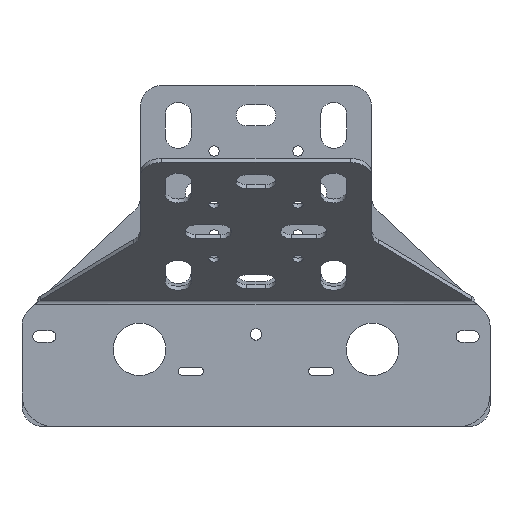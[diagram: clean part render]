
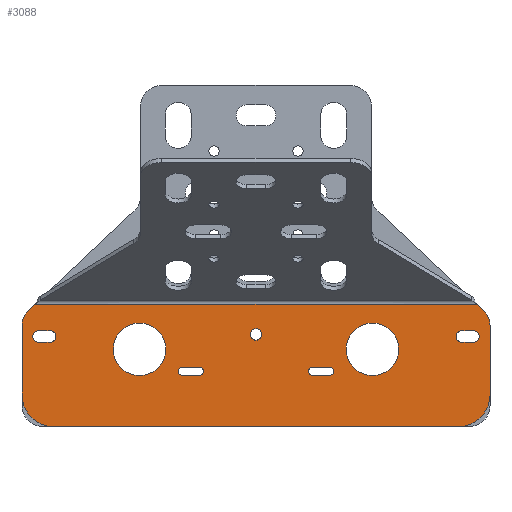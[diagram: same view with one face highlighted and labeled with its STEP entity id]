
A CAD part, top view. The second image highlights one B-rep face of the part: STEP entity #3088.
In plain terms, the highlighted planar face has unit normal (0, 0, 1).
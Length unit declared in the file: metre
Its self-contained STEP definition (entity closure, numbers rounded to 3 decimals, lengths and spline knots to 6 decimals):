
#102=CIRCLE('',#3311,0.01);
#103=CIRCLE('',#3312,0.015);
#104=CIRCLE('',#3313,0.015);
#105=CIRCLE('',#3314,0.01);
#106=CIRCLE('',#3315,0.00275);
#107=CIRCLE('',#3316,0.00275);
#108=CIRCLE('',#3317,0.002);
#109=CIRCLE('',#3318,0.002);
#110=CIRCLE('',#3319,0.002);
#111=CIRCLE('',#3320,0.002);
#112=CIRCLE('',#3321,0.00275);
#113=CIRCLE('',#3322,0.00275);
#114=CIRCLE('',#3323,0.0125);
#115=CIRCLE('',#3324,0.0125);
#116=CIRCLE('',#3325,0.00275);
#250=ORIENTED_EDGE('',*,*,#1146,.F.);
#251=ORIENTED_EDGE('',*,*,#1147,.F.);
#252=ORIENTED_EDGE('',*,*,#1148,.T.);
#253=ORIENTED_EDGE('',*,*,#1149,.T.);
#254=ORIENTED_EDGE('',*,*,#1150,.T.);
#255=ORIENTED_EDGE('',*,*,#1151,.T.);
#256=ORIENTED_EDGE('',*,*,#1152,.T.);
#257=ORIENTED_EDGE('',*,*,#1153,.F.);
#258=ORIENTED_EDGE('',*,*,#1154,.T.);
#259=ORIENTED_EDGE('',*,*,#1155,.T.);
#260=ORIENTED_EDGE('',*,*,#1156,.F.);
#261=ORIENTED_EDGE('',*,*,#1157,.T.);
#262=ORIENTED_EDGE('',*,*,#1158,.F.);
#263=ORIENTED_EDGE('',*,*,#1159,.F.);
#264=ORIENTED_EDGE('',*,*,#1160,.T.);
#265=ORIENTED_EDGE('',*,*,#1161,.T.);
#266=ORIENTED_EDGE('',*,*,#1162,.T.);
#267=ORIENTED_EDGE('',*,*,#1163,.F.);
#268=ORIENTED_EDGE('',*,*,#1164,.T.);
#269=ORIENTED_EDGE('',*,*,#1165,.T.);
#270=ORIENTED_EDGE('',*,*,#1166,.T.);
#271=ORIENTED_EDGE('',*,*,#1167,.F.);
#272=ORIENTED_EDGE('',*,*,#1168,.F.);
#273=ORIENTED_EDGE('',*,*,#1169,.T.);
#274=ORIENTED_EDGE('',*,*,#1170,.T.);
#275=ORIENTED_EDGE('',*,*,#1171,.T.);
#276=ORIENTED_EDGE('',*,*,#1172,.T.);
#277=ORIENTED_EDGE('',*,*,#1173,.F.);
#278=ORIENTED_EDGE('',*,*,#1174,.F.);
#1146=EDGE_CURVE('',#1594,#1595,#1902,.T.);
#1147=EDGE_CURVE('',#1596,#1594,#1903,.T.);
#1148=EDGE_CURVE('',#1596,#1597,#102,.T.);
#1149=EDGE_CURVE('',#1597,#1598,#1904,.T.);
#1150=EDGE_CURVE('',#1598,#1599,#103,.T.);
#1151=EDGE_CURVE('',#1599,#1600,#1905,.T.);
#1152=EDGE_CURVE('',#1600,#1601,#104,.T.);
#1153=EDGE_CURVE('',#1602,#1601,#1906,.T.);
#1154=EDGE_CURVE('',#1602,#1603,#105,.T.);
#1155=EDGE_CURVE('',#1603,#1595,#1907,.T.);
#1156=EDGE_CURVE('',#1604,#1605,#106,.T.);
#1157=EDGE_CURVE('',#1604,#1606,#1908,.T.);
#1158=EDGE_CURVE('',#1607,#1606,#107,.T.);
#1159=EDGE_CURVE('',#1605,#1607,#1909,.T.);
#1160=EDGE_CURVE('',#1608,#1609,#108,.F.);
#1161=EDGE_CURVE('',#1609,#1610,#1910,.T.);
#1162=EDGE_CURVE('',#1610,#1611,#109,.F.);
#1163=EDGE_CURVE('',#1608,#1611,#1911,.T.);
#1164=EDGE_CURVE('',#1612,#1613,#110,.F.);
#1165=EDGE_CURVE('',#1613,#1614,#1912,.T.);
#1166=EDGE_CURVE('',#1614,#1615,#111,.F.);
#1167=EDGE_CURVE('',#1612,#1615,#1913,.T.);
#1168=EDGE_CURVE('',#1616,#1617,#1914,.T.);
#1169=EDGE_CURVE('',#1616,#1618,#112,.T.);
#1170=EDGE_CURVE('',#1618,#1619,#1915,.T.);
#1171=EDGE_CURVE('',#1619,#1617,#113,.T.);
#1172=EDGE_CURVE('',#1620,#1620,#114,.T.);
#1173=EDGE_CURVE('',#1621,#1621,#115,.T.);
#1174=EDGE_CURVE('',#1622,#1622,#116,.T.);
#1594=VERTEX_POINT('',#4547);
#1595=VERTEX_POINT('',#4548);
#1596=VERTEX_POINT('',#4550);
#1597=VERTEX_POINT('',#4552);
#1598=VERTEX_POINT('',#4554);
#1599=VERTEX_POINT('',#4556);
#1600=VERTEX_POINT('',#4558);
#1601=VERTEX_POINT('',#4560);
#1602=VERTEX_POINT('',#4562);
#1603=VERTEX_POINT('',#4564);
#1604=VERTEX_POINT('',#4567);
#1605=VERTEX_POINT('',#4568);
#1606=VERTEX_POINT('',#4570);
#1607=VERTEX_POINT('',#4572);
#1608=VERTEX_POINT('',#4575);
#1609=VERTEX_POINT('',#4576);
#1610=VERTEX_POINT('',#4578);
#1611=VERTEX_POINT('',#4580);
#1612=VERTEX_POINT('',#4583);
#1613=VERTEX_POINT('',#4584);
#1614=VERTEX_POINT('',#4586);
#1615=VERTEX_POINT('',#4588);
#1616=VERTEX_POINT('',#4591);
#1617=VERTEX_POINT('',#4592);
#1618=VERTEX_POINT('',#4594);
#1619=VERTEX_POINT('',#4596);
#1620=VERTEX_POINT('',#4599);
#1621=VERTEX_POINT('',#4601);
#1622=VERTEX_POINT('',#4603);
#1902=LINE('',#4546,#2198);
#1903=LINE('',#4549,#2199);
#1904=LINE('',#4553,#2200);
#1905=LINE('',#4557,#2201);
#1906=LINE('',#4561,#2202);
#1907=LINE('',#4565,#2203);
#1908=LINE('',#4569,#2204);
#1909=LINE('',#4573,#2205);
#1910=LINE('',#4577,#2206);
#1911=LINE('',#4581,#2207);
#1912=LINE('',#4585,#2208);
#1913=LINE('',#4589,#2209);
#1914=LINE('',#4590,#2210);
#1915=LINE('',#4595,#2211);
#2198=VECTOR('',#3626,1.);
#2199=VECTOR('',#3627,1.);
#2200=VECTOR('',#3630,1.);
#2201=VECTOR('',#3633,1.);
#2202=VECTOR('',#3636,1.);
#2203=VECTOR('',#3639,1.);
#2204=VECTOR('',#3642,1.);
#2205=VECTOR('',#3645,1.);
#2206=VECTOR('',#3648,1.);
#2207=VECTOR('',#3651,1.);
#2208=VECTOR('',#3654,1.);
#2209=VECTOR('',#3657,1.);
#2210=VECTOR('',#3658,1.);
#2211=VECTOR('',#3661,1.);
#2494=EDGE_LOOP('',(#250,#251,#252,#253,#254,#255,#256,#257,#258,#259));
#2495=EDGE_LOOP('',(#260,#261,#262,#263));
#2496=EDGE_LOOP('',(#264,#265,#266,#267));
#2497=EDGE_LOOP('',(#268,#269,#270,#271));
#2498=EDGE_LOOP('',(#272,#273,#274,#275));
#2499=EDGE_LOOP('',(#276));
#2500=EDGE_LOOP('',(#277));
#2501=EDGE_LOOP('',(#278));
#2748=FACE_BOUND('',#2494,.T.);
#2749=FACE_BOUND('',#2495,.T.);
#2750=FACE_BOUND('',#2496,.T.);
#2751=FACE_BOUND('',#2497,.T.);
#2752=FACE_BOUND('',#2498,.T.);
#2753=FACE_BOUND('',#2499,.T.);
#2754=FACE_BOUND('',#2500,.T.);
#2755=FACE_BOUND('',#2501,.T.);
#3002=PLANE('',#3310);
#3088=ADVANCED_FACE('',(#2748,#2749,#2750,#2751,#2752,#2753,#2754,#2755),
#3002,.T.);
#3310=AXIS2_PLACEMENT_3D('',#4545,#3624,#3625);
#3311=AXIS2_PLACEMENT_3D('',#4551,#3628,#3629);
#3312=AXIS2_PLACEMENT_3D('',#4555,#3631,#3632);
#3313=AXIS2_PLACEMENT_3D('',#4559,#3634,#3635);
#3314=AXIS2_PLACEMENT_3D('',#4563,#3637,#3638);
#3315=AXIS2_PLACEMENT_3D('',#4566,#3640,#3641);
#3316=AXIS2_PLACEMENT_3D('',#4571,#3643,#3644);
#3317=AXIS2_PLACEMENT_3D('',#4574,#3646,#3647);
#3318=AXIS2_PLACEMENT_3D('',#4579,#3649,#3650);
#3319=AXIS2_PLACEMENT_3D('',#4582,#3652,#3653);
#3320=AXIS2_PLACEMENT_3D('',#4587,#3655,#3656);
#3321=AXIS2_PLACEMENT_3D('',#4593,#3659,#3660);
#3322=AXIS2_PLACEMENT_3D('',#4597,#3662,#3663);
#3323=AXIS2_PLACEMENT_3D('',#4598,#3664,#3665);
#3324=AXIS2_PLACEMENT_3D('',#4600,#3666,#3667);
#3325=AXIS2_PLACEMENT_3D('',#4602,#3668,#3669);
#3624=DIRECTION('',(0.,0.,1.));
#3625=DIRECTION('',(1.,0.,0.));
#3626=DIRECTION('',(1.,0.,0.));
#3627=DIRECTION('',(0.729,0.685,0.));
#3628=DIRECTION('',(0.,0.,1.));
#3629=DIRECTION('',(1.,0.,0.));
#3630=DIRECTION('',(0.,-1.,0.));
#3631=DIRECTION('',(0.,0.,1.));
#3632=DIRECTION('',(1.,0.,0.));
#3633=DIRECTION('',(1.,0.,0.));
#3634=DIRECTION('',(0.,0.,1.));
#3635=DIRECTION('',(1.,0.,0.));
#3636=DIRECTION('',(0.,-1.,0.));
#3637=DIRECTION('',(0.,0.,1.));
#3638=DIRECTION('',(1.,0.,0.));
#3639=DIRECTION('',(-0.729,0.685,0.));
#3640=DIRECTION('',(0.,0.,1.));
#3641=DIRECTION('',(1.,0.,0.));
#3642=DIRECTION('',(1.,0.,0.));
#3643=DIRECTION('',(0.,0.,1.));
#3644=DIRECTION('',(1.,0.,0.));
#3645=DIRECTION('',(1.,0.,0.));
#3646=DIRECTION('',(0.,0.,1.));
#3647=DIRECTION('',(1.,0.,0.));
#3648=DIRECTION('',(1.,0.,0.));
#3649=DIRECTION('',(0.,0.,1.));
#3650=DIRECTION('',(1.,0.,0.));
#3651=DIRECTION('',(1.,0.,0.));
#3652=DIRECTION('',(0.,0.,1.));
#3653=DIRECTION('',(1.,0.,0.));
#3654=DIRECTION('',(1.,0.,0.));
#3655=DIRECTION('',(0.,0.,1.));
#3656=DIRECTION('',(1.,0.,0.));
#3657=DIRECTION('',(1.,0.,0.));
#3658=DIRECTION('',(-1.,0.,0.));
#3659=DIRECTION('',(0.,0.,-1.));
#3660=DIRECTION('',(1.,0.,0.));
#3661=DIRECTION('',(-1.,0.,0.));
#3662=DIRECTION('',(0.,0.,-1.));
#3663=DIRECTION('',(1.,0.,0.));
#3664=DIRECTION('',(0.,0.,-1.));
#3665=DIRECTION('',(1.,0.,0.));
#3666=DIRECTION('',(0.,0.,1.));
#3667=DIRECTION('',(1.,0.,0.));
#3668=DIRECTION('',(0.,0.,1.));
#3669=DIRECTION('',(1.,0.,0.));
#4545=CARTESIAN_POINT('',(0.,-0.020094,0.0025));
#4546=CARTESIAN_POINT('',(0.001366,0.005679,0.0025));
#4547=CARTESIAN_POINT('',(-0.105453,0.005679,0.0025));
#4548=CARTESIAN_POINT('',(0.105453,0.005679,0.0025));
#4549=CARTESIAN_POINT('',(-0.08325,0.02653,0.0025));
#4550=CARTESIAN_POINT('',(-0.108346,0.002962,0.0025));
#4551=CARTESIAN_POINT('',(-0.1015,-0.004327,0.0025));
#4552=CARTESIAN_POINT('',(-0.1115,-0.004327,0.0025));
#4553=CARTESIAN_POINT('',(-0.1115,-0.02625,0.0025));
#4554=CARTESIAN_POINT('',(-0.1115,-0.0375,0.0025));
#4555=CARTESIAN_POINT('',(-0.0965,-0.0375,0.0025));
#4556=CARTESIAN_POINT('',(-0.0965,-0.0525,0.0025));
#4557=CARTESIAN_POINT('',(0.,-0.0525,0.0025));
#4558=CARTESIAN_POINT('',(0.0965,-0.0525,0.0025));
#4559=CARTESIAN_POINT('',(0.0965,-0.0375,0.0025));
#4560=CARTESIAN_POINT('',(0.1115,-0.0375,0.0025));
#4561=CARTESIAN_POINT('',(0.1115,-0.02625,0.0025));
#4562=CARTESIAN_POINT('',(0.1115,-0.004327,0.0025));
#4563=CARTESIAN_POINT('',(0.1015,-0.004327,0.0025));
#4564=CARTESIAN_POINT('',(0.108346,0.002962,0.0025));
#4565=CARTESIAN_POINT('',(0.08325,0.02653,0.0025));
#4566=CARTESIAN_POINT('',(0.0981,-0.009613,0.0025));
#4567=CARTESIAN_POINT('',(0.0981,-0.006863,0.0025));
#4568=CARTESIAN_POINT('',(0.0981,-0.012363,0.0025));
#4569=CARTESIAN_POINT('',(0.10085,-0.006863,0.0025));
#4570=CARTESIAN_POINT('',(0.1036,-0.006863,0.0025));
#4571=CARTESIAN_POINT('',(0.1036,-0.009613,0.0025));
#4572=CARTESIAN_POINT('',(0.1036,-0.012363,0.0025));
#4573=CARTESIAN_POINT('',(0.10085,-0.012363,0.0025));
#4574=CARTESIAN_POINT('',(0.027,-0.026213,0.0025));
#4575=CARTESIAN_POINT('',(0.027,-0.028213,0.0025));
#4576=CARTESIAN_POINT('',(0.027,-0.024213,0.0025));
#4577=CARTESIAN_POINT('',(0.031,-0.024213,0.0025));
#4578=CARTESIAN_POINT('',(0.035,-0.024213,0.0025));
#4579=CARTESIAN_POINT('',(0.035,-0.026213,0.0025));
#4580=CARTESIAN_POINT('',(0.035,-0.028213,0.0025));
#4581=CARTESIAN_POINT('',(0.031,-0.028213,0.0025));
#4582=CARTESIAN_POINT('',(-0.035,-0.026213,0.0025));
#4583=CARTESIAN_POINT('',(-0.035,-0.028213,0.0025));
#4584=CARTESIAN_POINT('',(-0.035,-0.024213,0.0025));
#4585=CARTESIAN_POINT('',(-0.031,-0.024213,0.0025));
#4586=CARTESIAN_POINT('',(-0.027,-0.024213,0.0025));
#4587=CARTESIAN_POINT('',(-0.027,-0.026213,0.0025));
#4588=CARTESIAN_POINT('',(-0.027,-0.028213,0.0025));
#4589=CARTESIAN_POINT('',(-0.031,-0.028213,0.0025));
#4590=CARTESIAN_POINT('',(-0.10085,-0.006863,0.0025));
#4591=CARTESIAN_POINT('',(-0.0981,-0.006863,0.0025));
#4592=CARTESIAN_POINT('',(-0.1036,-0.006863,0.0025));
#4593=CARTESIAN_POINT('',(-0.0981,-0.009613,0.0025));
#4594=CARTESIAN_POINT('',(-0.0981,-0.012363,0.0025));
#4595=CARTESIAN_POINT('',(-0.10085,-0.012363,0.0025));
#4596=CARTESIAN_POINT('',(-0.1036,-0.012363,0.0025));
#4597=CARTESIAN_POINT('',(-0.1036,-0.009613,0.0025));
#4598=CARTESIAN_POINT('',(-0.0555,-0.015713,0.0025));
#4599=CARTESIAN_POINT('',(-0.043,-0.015713,0.0025));
#4600=CARTESIAN_POINT('',(0.0555,-0.015713,0.0025));
#4601=CARTESIAN_POINT('',(0.068,-0.015713,0.0025));
#4602=CARTESIAN_POINT('',(0.,-0.008613,0.0025));
#4603=CARTESIAN_POINT('',(0.00275,-0.008613,0.0025));
